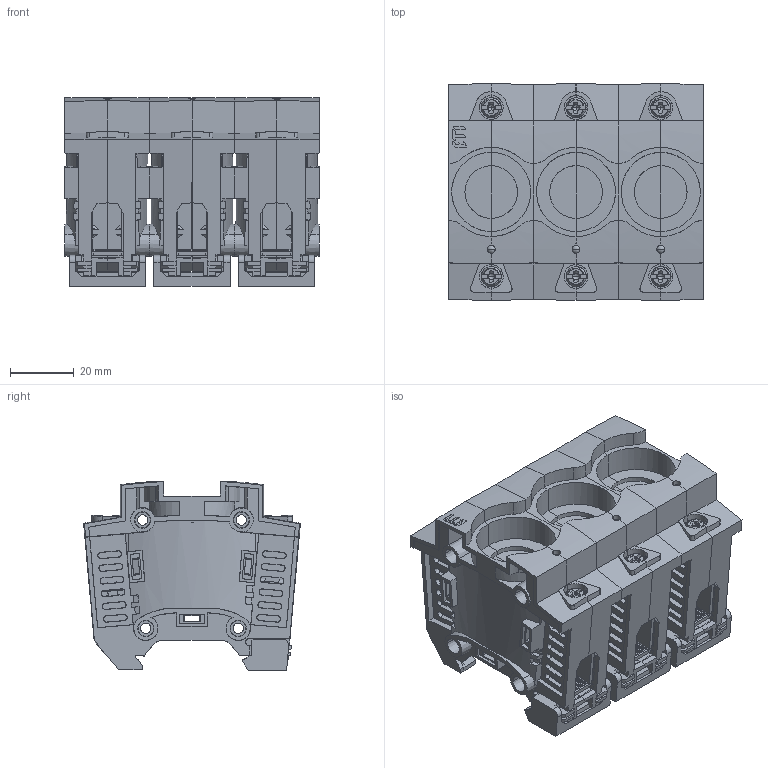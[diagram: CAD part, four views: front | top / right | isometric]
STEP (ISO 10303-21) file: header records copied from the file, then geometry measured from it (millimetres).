
FILE_DESCRIPTION((''),'2;1');
FILE_NAME('002510014_PFB_D01_3P_LED_ASM','2023-01-23T14:00:46',('klemen.sitar'),('Audax d.o.o.'),'CREO PARAMETRIC BY PTC INC, 2021304','CREO PARAMETRIC BY PTC INC, 2021304','');
FILE_SCHEMA(('AP242_MANAGED_MODEL_BASED_3D_ENGINEERING_MIM_LF { 1 0 10303 442 1 1 4 }'));
Products named in the file (33): 0000000470_1_1; PRT0141_1_1; PRT0141_1_2; PRT0141_1_3; PRT0141_1_ASM; ASM0094_ASM_1_ASM; 0000040176_1_1; 89_SCREW_1; 0000049287_1_1_1; 0000040414_5_1; NOT-MIRROR_1; WL-BASEE_1; 0000000470_1_1_1; ASM0094_ASM_1_ASM_1_ASM; 0000040176_1_1_1; 89_SCREW_1_1; 0000049287_1_1_1_1; 0000040414_5_1_1; NOT-MIRROR_1_1; WL-BASEE_1_1; PFB_D01_1P_ETI_ASM_1_ASM_1_ASM; 002510012_PFB_D01_1P_LED_ASM_1_ASM; 0000000470_1_1_1_1; ASM0094_ASM_1_1_ASM_1_ASM; 0000040176_1_1_1_1; 89_SCREW_1_1_1; 0000049287_1_1_1_1_1; 0000040414_5_1_1_1; NOT-MIRROR_1_1_1; WL-BASEE_1_1_1; PFB_D01_1P_ETI_ASM_1_1_ASM_1_ASM; ASM0095_ASM_1_ASM; 002510014_PFB_D01_3P_LED_ASM
Assembly tree (35 placements, depth 5):
  002510014_PFB_D01_3P_LED_ASM
    ASM0094_ASM_1_ASM
      0000000470_1_1
      PRT0141_1_ASM
        PRT0141_1_1
        PRT0141_1_2
        PRT0141_1_3
    0000040176_1_1
    89_SCREW_1  x2
    0000049287_1_1_1
    0000040414_5_1
    NOT-MIRROR_1
    WL-BASEE_1
    002510012_PFB_D01_1P_LED_ASM_1_ASM
      PFB_D01_1P_ETI_ASM_1_ASM_1_ASM
        ASM0094_ASM_1_ASM_1_ASM
          0000000470_1_1_1
        0000040176_1_1_1
        89_SCREW_1_1  x2
        0000049287_1_1_1_1
        0000040414_5_1_1
        NOT-MIRROR_1_1
        WL-BASEE_1_1
    ASM0095_ASM_1_ASM
      PFB_D01_1P_ETI_ASM_1_1_ASM_1_ASM
        ASM0094_ASM_1_1_ASM_1_ASM
          0000000470_1_1_1_1
        0000040176_1_1_1_1
        89_SCREW_1_1_1  x2
        0000049287_1_1_1_1_1
        0000040414_5_1_1_1
        NOT-MIRROR_1_1_1
        WL-BASEE_1_1_1
Bounding box: 79.8 x 68 x 59.26 mm (x, y, z)
Volume: 149471.5 mm3; surface area: 103962 mm2
Topology: 27 solids, 54 shells, 4944 faces, 14378 edges, 9647 vertices
Faces by surface type: plane 3606, cone 654, cylinder 618, bspline 24, torus 24, sphere 18
Entity records: 205397 total; most frequent: CARTESIAN_POINT 36144, ORIENTED_EDGE 27902, DIRECTION 24864, EDGE_CURVE 13969, VECTOR 9714, LINE 9714, VERTEX_POINT 9391, AXIS2_PLACEMENT_3D 7575
